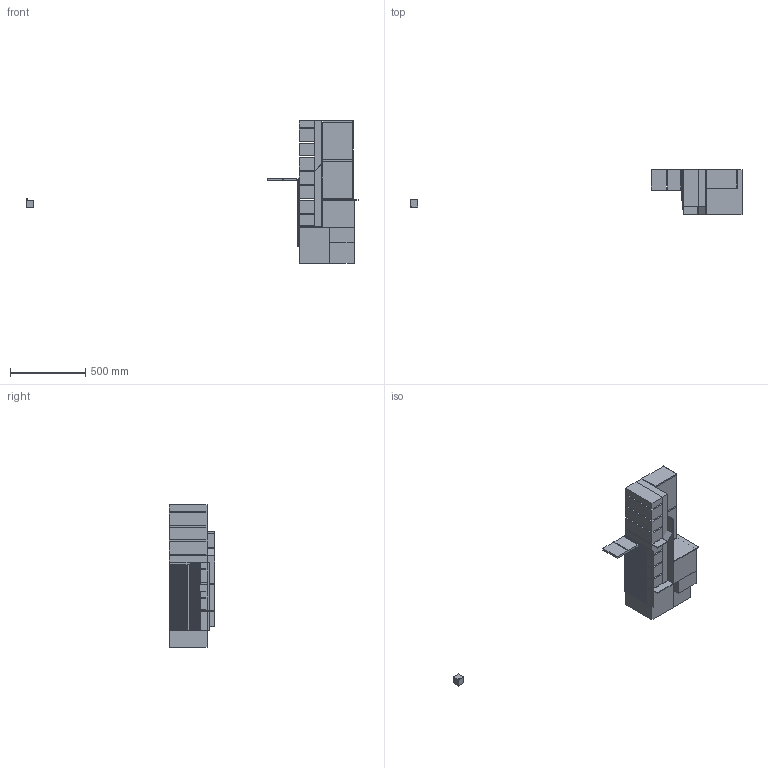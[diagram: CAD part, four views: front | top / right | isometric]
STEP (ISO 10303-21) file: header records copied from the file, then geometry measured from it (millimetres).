
FILE_DESCRIPTION(('STEP AP214'),'1');
FILE_NAME('20.02.06 CAD Sockel - Verblendmauerwerk nicht unterkellert - 20.STP','2020-03-02T08:16:41',(' '),(' '),'Spatial InterOp 3D',' ',' ');
FILE_SCHEMA(('automotive_design'));
Length unit declared in the file: millimetre
Products named in the file (125): 3D WÜRFEL; Quader
Bounding box: 2212.24 x 300 x 950 mm (x, y, z)
Volume: 73368796.7 mm3; surface area: 4364867.2 mm2
Topology: 125 solids, 125 shells, 756 faces, 1518 edges, 1012 vertices
Faces by surface type: plane 756
Entity records: 28131 total; most frequent: CARTESIAN_POINT 3411, DIRECTION 3280, ORIENTED_EDGE 3036, EDGE_CURVE 1518, LINE 1518, VECTOR 1518, VERTEX_POINT 1012, STYLED_ITEM 881
